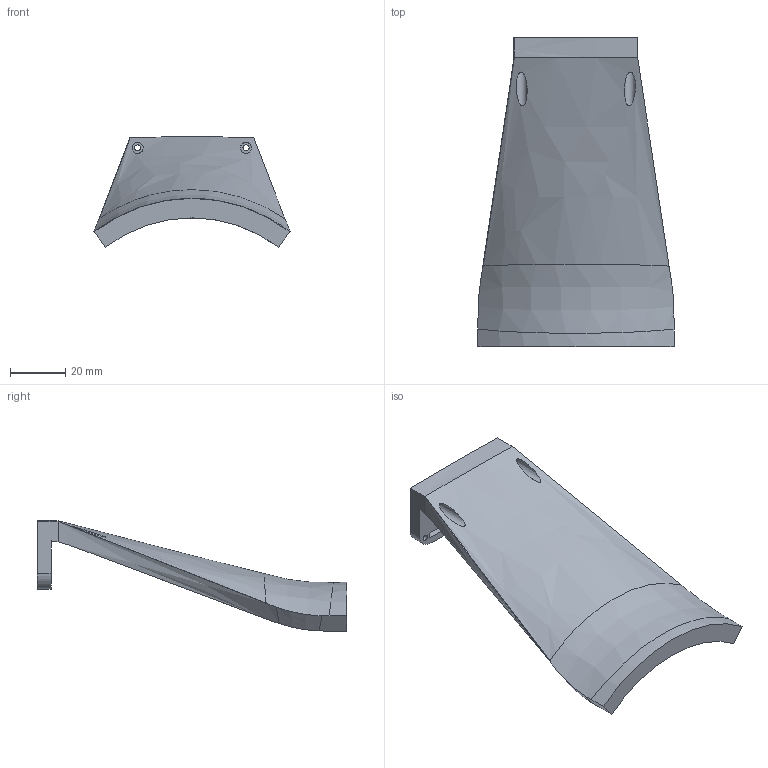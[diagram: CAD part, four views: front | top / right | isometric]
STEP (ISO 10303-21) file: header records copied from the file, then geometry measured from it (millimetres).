
FILE_DESCRIPTION(/* description */ (''),/* implementation_level */ '2;1');
FILE_NAME(/* name */ 'Tachometer Insert.step',/* time_stamp */ '2025-07-25T15:59:40+10:00',/* author */ (''),/* organization */ (''),/* preprocessor_version */ 'ST-DEVELOPER v20.1',/* originating_system */ 'Autodesk Translation Framework v14.10.0.0',/* authorisation */ '');
FILE_SCHEMA (('AUTOMOTIVE_DESIGN { 1 0 10303 214 3 1 1 }'));
Length unit declared in the file: millimetre
Products named in the file (1): Tach Insert Final S
Bounding box: 70.79 x 111.71 x 39.82 mm (x, y, z)
Volume: 48700.1 mm3; surface area: 18510.5 mm2
Topology: 1 solids, 1 shells, 50 faces, 139 edges, 92 vertices
Faces by surface type: plane 21, cylinder 19, bspline 10
Full cylindrical faces by diameter (mm): 2.2 x4, 4 x2
Entity records: 2120 total; most frequent: CARTESIAN_POINT 837, ORIENTED_EDGE 278, DIRECTION 224, EDGE_CURVE 139, VERTEX_POINT 92, AXIS2_PLACEMENT_3D 76, LINE 72, VECTOR 72
